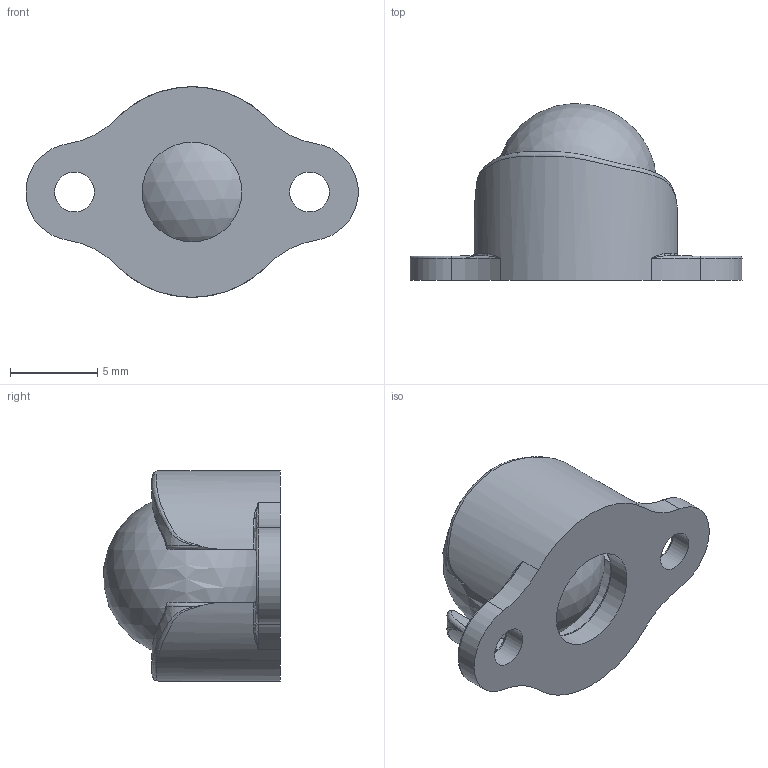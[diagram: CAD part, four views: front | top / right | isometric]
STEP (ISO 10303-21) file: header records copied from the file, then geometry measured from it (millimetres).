
FILE_DESCRIPTION(/* description */ (''),/* implementation_level */ '2;1');
FILE_NAME(/* name */ 'Pololu Ball Caster.stp',/* time_stamp */ '2021-03-27T17:14:11-03:00',/* author */ ('Gianluca'),/* organization */ (''),/* preprocessor_version */ 'ST-DEVELOPER v17',/* originating_system */ 'Autodesk Inventor 2019',/* authorisation */ '');
FILE_SCHEMA (('AUTOMOTIVE_DESIGN { 1 0 10303 214 3 1 1 }'));
Length unit declared in the file: inch
Products named in the file (3): Pololu Ball Caster; base; ball
Assembly tree (2 placements, depth 2):
  Pololu Ball Caster
    base
    ball
Bounding box: 19.03 x 10.13 x 12.07 mm (x, y, z)
Volume: 755.7 mm3; surface area: 930 mm2
Topology: 2 solids, 2 shells, 55 faces, 151 edges, 90 vertices
Faces by surface type: bspline 20, cylinder 15, torus 13, plane 6, sphere 1
Full cylindrical faces by diameter (mm): 2.286 x2, 5.712 x1
Entity records: 4648 total; most frequent: CARTESIAN_POINT 3318, ORIENTED_EDGE 282, DIRECTION 229, EDGE_CURVE 141, AXIS2_PLACEMENT_3D 102, VERTEX_POINT 90, EDGE_LOOP 61, CIRCLE 58
